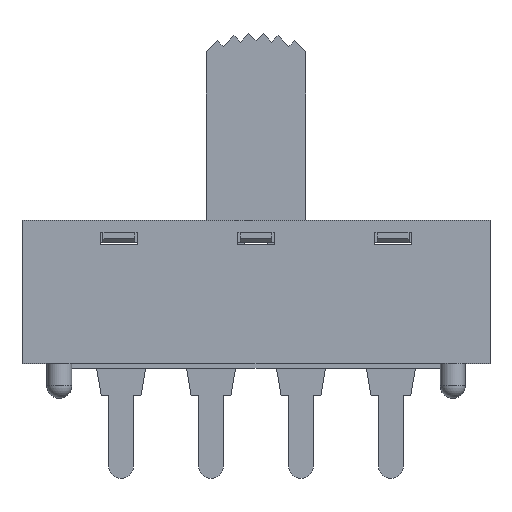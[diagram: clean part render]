
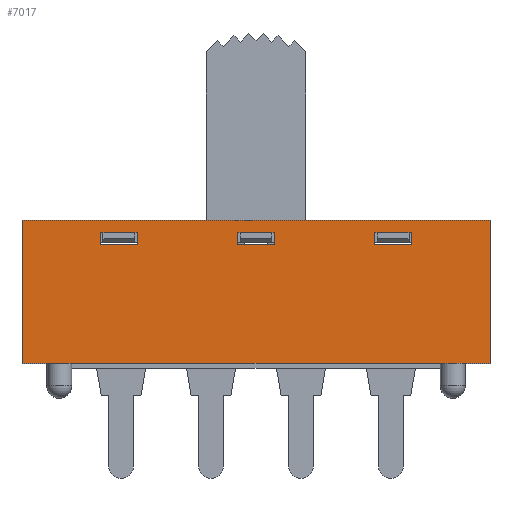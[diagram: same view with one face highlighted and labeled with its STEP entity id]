
A CAD part, top view. The second image highlights one B-rep face of the part: STEP entity #7017.
In plain terms, the highlighted planar face has unit normal (0, 0, 1).
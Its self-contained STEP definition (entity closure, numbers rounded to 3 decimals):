
#2116=ORIENTED_EDGE('',*,*,#2430,.T.);
#2117=ORIENTED_EDGE('',*,*,#2447,.F.);
#2118=ORIENTED_EDGE('',*,*,#2445,.F.);
#2119=ORIENTED_EDGE('',*,*,#2442,.F.);
#2120=ORIENTED_EDGE('',*,*,#2439,.F.);
#2121=ORIENTED_EDGE('',*,*,#2434,.F.);
#2122=ORIENTED_EDGE('',*,*,#2396,.T.);
#2123=ORIENTED_EDGE('',*,*,#2413,.F.);
#2124=ORIENTED_EDGE('',*,*,#2411,.F.);
#2125=ORIENTED_EDGE('',*,*,#2408,.F.);
#2126=ORIENTED_EDGE('',*,*,#2405,.F.);
#2127=ORIENTED_EDGE('',*,*,#2400,.F.);
#2128=ORIENTED_EDGE('',*,*,#2545,.T.);
#2129=ORIENTED_EDGE('',*,*,#2558,.F.);
#2130=ORIENTED_EDGE('',*,*,#2561,.F.);
#2131=ORIENTED_EDGE('',*,*,#2564,.F.);
#2132=ORIENTED_EDGE('',*,*,#2567,.F.);
#2133=ORIENTED_EDGE('',*,*,#2568,.F.);
#2134=ORIENTED_EDGE('',*,*,#3164,.T.);
#2135=ORIENTED_EDGE('',*,*,#3168,.F.);
#2136=ORIENTED_EDGE('',*,*,#3169,.F.);
#2137=ORIENTED_EDGE('',*,*,#3172,.T.);
#2396=EDGE_CURVE('',#3333,#3334,#4049,.T.);
#2400=EDGE_CURVE('',#3333,#3336,#4053,.T.);
#2405=EDGE_CURVE('',#3336,#3338,#4058,.T.);
#2408=EDGE_CURVE('',#3338,#3340,#4061,.T.);
#2411=EDGE_CURVE('',#3340,#3342,#4064,.T.);
#2413=EDGE_CURVE('',#3342,#3334,#4066,.T.);
#2430=EDGE_CURVE('',#3355,#3356,#4083,.T.);
#2434=EDGE_CURVE('',#3355,#3358,#4087,.T.);
#2439=EDGE_CURVE('',#3358,#3360,#4092,.T.);
#2442=EDGE_CURVE('',#3360,#3362,#4095,.T.);
#2445=EDGE_CURVE('',#3362,#3364,#4098,.T.);
#2447=EDGE_CURVE('',#3364,#3356,#4100,.T.);
#2545=EDGE_CURVE('',#3431,#3434,#4176,.T.);
#2558=EDGE_CURVE('',#3443,#3434,#4189,.T.);
#2561=EDGE_CURVE('',#3445,#3443,#4192,.T.);
#2564=EDGE_CURVE('',#3447,#3445,#4195,.T.);
#2567=EDGE_CURVE('',#3449,#3447,#4198,.T.);
#2568=EDGE_CURVE('',#3431,#3449,#4199,.T.);
#3164=EDGE_CURVE('',#3822,#3821,#4735,.T.);
#3168=EDGE_CURVE('',#3824,#3821,#4739,.T.);
#3169=EDGE_CURVE('',#3825,#3824,#4740,.T.);
#3172=EDGE_CURVE('',#3825,#3822,#4743,.T.);
#3333=VERTEX_POINT('',#9692);
#3334=VERTEX_POINT('',#9694);
#3336=VERTEX_POINT('',#9703);
#3338=VERTEX_POINT('',#9709);
#3340=VERTEX_POINT('',#9715);
#3342=VERTEX_POINT('',#9721);
#3355=VERTEX_POINT('',#9759);
#3356=VERTEX_POINT('',#9761);
#3358=VERTEX_POINT('',#9770);
#3360=VERTEX_POINT('',#9776);
#3362=VERTEX_POINT('',#9782);
#3364=VERTEX_POINT('',#9788);
#3431=VERTEX_POINT('',#9986);
#3434=VERTEX_POINT('',#9991);
#3443=VERTEX_POINT('',#10017);
#3445=VERTEX_POINT('',#10023);
#3447=VERTEX_POINT('',#10029);
#3449=VERTEX_POINT('',#10035);
#3821=VERTEX_POINT('',#11207);
#3822=VERTEX_POINT('',#11209);
#3824=VERTEX_POINT('',#11215);
#3825=VERTEX_POINT('',#11219);
#4049=LINE('',#9695,#4968);
#4053=LINE('',#9702,#4972);
#4058=LINE('',#9712,#4977);
#4061=LINE('',#9718,#4980);
#4064=LINE('',#9724,#4983);
#4066=LINE('',#9727,#4985);
#4083=LINE('',#9762,#5002);
#4087=LINE('',#9769,#5006);
#4092=LINE('',#9779,#5011);
#4095=LINE('',#9785,#5014);
#4098=LINE('',#9791,#5017);
#4100=LINE('',#9794,#5019);
#4176=LINE('',#9992,#5095);
#4189=LINE('',#10018,#5108);
#4192=LINE('',#10024,#5111);
#4195=LINE('',#10030,#5114);
#4198=LINE('',#10036,#5117);
#4199=LINE('',#10038,#5118);
#4735=LINE('',#11208,#5654);
#4739=LINE('',#11216,#5658);
#4740=LINE('',#11218,#5659);
#4743=LINE('',#11224,#5662);
#4968=VECTOR('',#7841,1000.);
#4972=VECTOR('',#7849,1000.);
#4977=VECTOR('',#7856,1000.);
#4980=VECTOR('',#7861,1000.);
#4983=VECTOR('',#7866,1000.);
#4985=VECTOR('',#7870,1000.);
#5002=VECTOR('',#7897,1000.);
#5006=VECTOR('',#7905,1000.);
#5011=VECTOR('',#7912,1000.);
#5014=VECTOR('',#7917,1000.);
#5017=VECTOR('',#7922,1000.);
#5019=VECTOR('',#7926,1000.);
#5095=VECTOR('',#8108,1000.);
#5108=VECTOR('',#8129,1000.);
#5111=VECTOR('',#8134,1000.);
#5114=VECTOR('',#8139,1000.);
#5117=VECTOR('',#8144,1000.);
#5118=VECTOR('',#8147,1000.);
#5654=VECTOR('',#9207,1000.);
#5658=VECTOR('',#9213,1000.);
#5659=VECTOR('',#9216,1000.);
#5662=VECTOR('',#9221,1000.);
#6016=EDGE_LOOP('',(#2116,#2117,#2118,#2119,#2120,#2121));
#6017=EDGE_LOOP('',(#2122,#2123,#2124,#2125,#2126,#2127));
#6018=EDGE_LOOP('',(#2128,#2129,#2130,#2131,#2132,#2133));
#6019=EDGE_LOOP('',(#2134,#2135,#2136,#2137));
#6377=FACE_BOUND('',#6016,.T.);
#6378=FACE_BOUND('',#6017,.T.);
#6379=FACE_BOUND('',#6018,.T.);
#6380=FACE_BOUND('',#6019,.T.);
#6679=PLANE('',#7452);
#7017=ADVANCED_FACE('',(#6377,#6378,#6379,#6380),#6679,.T.);
#7452=AXIS2_PLACEMENT_3D('',#11223,#9219,#9220);
#7841=DIRECTION('',(1.,0.,0.));
#7849=DIRECTION('',(-1.,0.,0.));
#7856=DIRECTION('',(0.,-1.,0.));
#7861=DIRECTION('',(1.,0.,0.));
#7866=DIRECTION('',(0.,1.,0.));
#7870=DIRECTION('',(-1.,0.,0.));
#7897=DIRECTION('',(1.,0.,0.));
#7905=DIRECTION('',(-1.,0.,0.));
#7912=DIRECTION('',(0.,-1.,0.));
#7917=DIRECTION('',(1.,0.,0.));
#7922=DIRECTION('',(0.,1.,0.));
#7926=DIRECTION('',(-1.,0.,0.));
#8108=DIRECTION('',(1.,0.,0.));
#8129=DIRECTION('',(-1.,0.,0.));
#8134=DIRECTION('',(0.,1.,0.));
#8139=DIRECTION('',(1.,0.,0.));
#8144=DIRECTION('',(0.,-1.,0.));
#8147=DIRECTION('',(-1.,0.,0.));
#9207=DIRECTION('',(1.,0.,0.));
#9213=DIRECTION('',(0.,-1.,0.));
#9216=DIRECTION('',(1.,0.,0.));
#9219=DIRECTION('',(0.,0.,1.));
#9220=DIRECTION('',(0.,-1.,0.));
#9221=DIRECTION('',(0.,-1.,0.));
#9692=CARTESIAN_POINT('',(-0.813,3.023,5.398));
#9694=CARTESIAN_POINT('',(0.813,3.023,5.398));
#9695=CARTESIAN_POINT('',(-11.963,3.023,5.398));
#9702=CARTESIAN_POINT('',(-6.058,3.023,5.398));
#9703=CARTESIAN_POINT('',(-0.953,3.023,5.398));
#9709=CARTESIAN_POINT('',(-0.953,2.388,5.398));
#9712=CARTESIAN_POINT('',(-0.953,0.,5.398));
#9715=CARTESIAN_POINT('',(0.953,2.388,5.398));
#9718=CARTESIAN_POINT('',(-7.963,2.388,5.398));
#9721=CARTESIAN_POINT('',(0.953,3.023,5.398));
#9724=CARTESIAN_POINT('',(0.953,0.,5.398));
#9727=CARTESIAN_POINT('',(-6.058,3.023,5.398));
#9759=CARTESIAN_POINT('',(6.198,3.023,5.398));
#9761=CARTESIAN_POINT('',(7.823,3.023,5.398));
#9762=CARTESIAN_POINT('',(-11.963,3.023,5.398));
#9769=CARTESIAN_POINT('',(-6.058,3.023,5.398));
#9770=CARTESIAN_POINT('',(6.058,3.023,5.398));
#9776=CARTESIAN_POINT('',(6.058,2.388,5.398));
#9779=CARTESIAN_POINT('',(6.058,0.,5.398));
#9782=CARTESIAN_POINT('',(7.963,2.388,5.398));
#9785=CARTESIAN_POINT('',(-7.963,2.388,5.398));
#9788=CARTESIAN_POINT('',(7.963,3.023,5.398));
#9791=CARTESIAN_POINT('',(7.963,0.,5.398));
#9794=CARTESIAN_POINT('',(-6.058,3.023,5.398));
#9986=CARTESIAN_POINT('',(-7.823,3.023,5.398));
#9991=CARTESIAN_POINT('',(-6.198,3.023,5.398));
#9992=CARTESIAN_POINT('',(-11.963,3.023,5.398));
#10017=CARTESIAN_POINT('',(-6.058,3.023,5.398));
#10018=CARTESIAN_POINT('',(-6.058,3.023,5.398));
#10023=CARTESIAN_POINT('',(-6.058,2.388,5.398));
#10024=CARTESIAN_POINT('',(-6.058,0.,5.398));
#10029=CARTESIAN_POINT('',(-7.963,2.388,5.398));
#10030=CARTESIAN_POINT('',(-7.963,2.388,5.398));
#10035=CARTESIAN_POINT('',(-7.963,3.023,5.398));
#10036=CARTESIAN_POINT('',(-7.963,0.,5.398));
#10038=CARTESIAN_POINT('',(-7.823,3.023,5.398));
#11207=CARTESIAN_POINT('',(11.963,-3.658,5.398));
#11208=CARTESIAN_POINT('',(-11.963,-3.658,5.398));
#11209=CARTESIAN_POINT('',(-11.963,-3.658,5.398));
#11215=CARTESIAN_POINT('',(11.963,3.658,5.398));
#11216=CARTESIAN_POINT('',(11.963,3.658,5.398));
#11218=CARTESIAN_POINT('',(-11.963,3.658,5.398));
#11219=CARTESIAN_POINT('',(-11.963,3.658,5.398));
#11223=CARTESIAN_POINT('',(-11.963,3.658,5.398));
#11224=CARTESIAN_POINT('',(-11.963,3.658,5.398));
